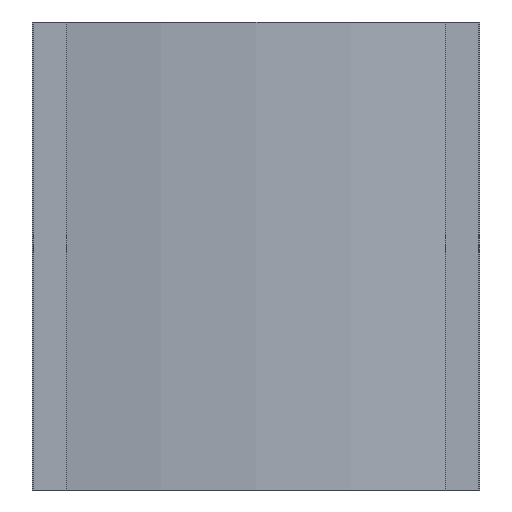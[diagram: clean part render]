
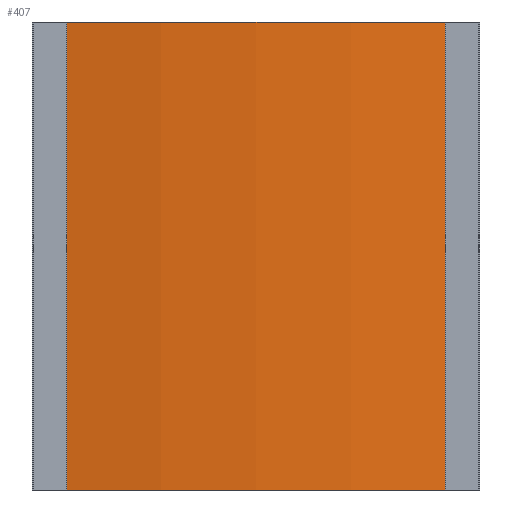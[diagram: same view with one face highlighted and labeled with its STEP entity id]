
A CAD part, front view. The second image highlights one B-rep face of the part: STEP entity #407.
In plain terms, the highlighted cylindrical face has radius 959.611 mm (diameter 1919.22 mm), a partial arc.
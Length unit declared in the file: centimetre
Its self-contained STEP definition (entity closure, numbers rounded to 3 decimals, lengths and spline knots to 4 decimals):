
#42 = CARTESIAN_POINT ( 'NONE',  ( -15.4863, 2., 42. ) ) ;
#48 = DIRECTION ( 'NONE',  ( 0., 0., -1. ) ) ;
#58 = EDGE_CURVE ( 'NONE', #366, #267, #339, .T. ) ;
#68 = VECTOR ( 'NONE', #271, 100. ) ;
#112 = VERTEX_POINT ( 'NONE', #405 ) ;
#113 = DIRECTION ( 'NONE',  ( -1., 0., 0. ) ) ;
#116 = CIRCLE ( 'NONE', #379, 95.9611 ) ;
#128 = VERTEX_POINT ( 'NONE', #509 ) ;
#151 = EDGE_LOOP ( 'NONE', ( #227, #363, #201, #167 ) ) ;
#167 = ORIENTED_EDGE ( 'NONE', *, *, #58, .T. ) ;
#179 = LINE ( 'NONE', #370, #68 ) ;
#187 = DIRECTION ( 'NONE',  ( 1., 0., 0. ) ) ;
#201 = ORIENTED_EDGE ( 'NONE', *, *, #356, .T. ) ;
#227 = ORIENTED_EDGE ( 'NONE', *, *, #528, .F. ) ;
#245 = CIRCLE ( 'NONE', #562, 95.9611 ) ;
#246 = CARTESIAN_POINT ( 'NONE',  ( 1.5137, 96.4433, 42. ) ) ;
#267 = VERTEX_POINT ( 'NONE', #588 ) ;
#271 = DIRECTION ( 'NONE',  ( 0., 0., -1. ) ) ;
#301 = DIRECTION ( 'NONE',  ( 0., 0., -1. ) ) ;
#339 = LINE ( 'NONE', #460, #547 ) ;
#356 = EDGE_CURVE ( 'NONE', #128, #366, #116, .T. ) ;
#363 = ORIENTED_EDGE ( 'NONE', *, *, #465, .F. ) ;
#366 = VERTEX_POINT ( 'NONE', #42 ) ;
#370 = CARTESIAN_POINT ( 'NONE',  ( 18.5137, 2., 42. ) ) ;
#379 = AXIS2_PLACEMENT_3D ( 'NONE', #489, #590, #545 ) ;
#405 = CARTESIAN_POINT ( 'NONE',  ( 18.5137, 2., 0. ) ) ;
#407 = ADVANCED_FACE ( 'NONE', ( #437 ), #482, .T. ) ;
#437 = FACE_OUTER_BOUND ( 'NONE', #151, .T. ) ;
#460 = CARTESIAN_POINT ( 'NONE',  ( -15.4863, 2., 42. ) ) ;
#465 = EDGE_CURVE ( 'NONE', #128, #112, #179, .T. ) ;
#482 = CYLINDRICAL_SURFACE ( 'NONE', #584, 95.9611 ) ;
#489 = CARTESIAN_POINT ( 'NONE',  ( 1.5137, 96.4433, 42. ) ) ;
#509 = CARTESIAN_POINT ( 'NONE',  ( 18.5137, 2., 42. ) ) ;
#528 = EDGE_CURVE ( 'NONE', #112, #267, #245, .T. ) ;
#545 = DIRECTION ( 'NONE',  ( 1., 0., 0. ) ) ;
#547 = VECTOR ( 'NONE', #48, 100. ) ;
#562 = AXIS2_PLACEMENT_3D ( 'NONE', #603, #605, #187 ) ;
#584 = AXIS2_PLACEMENT_3D ( 'NONE', #246, #301, #113 ) ;
#588 = CARTESIAN_POINT ( 'NONE',  ( -15.4863, 2., 0. ) ) ;
#590 = DIRECTION ( 'NONE',  ( 0., 0., -1. ) ) ;
#603 = CARTESIAN_POINT ( 'NONE',  ( 1.5137, 96.4433, 0. ) ) ;
#605 = DIRECTION ( 'NONE',  ( 0., 0., -1. ) ) ;
